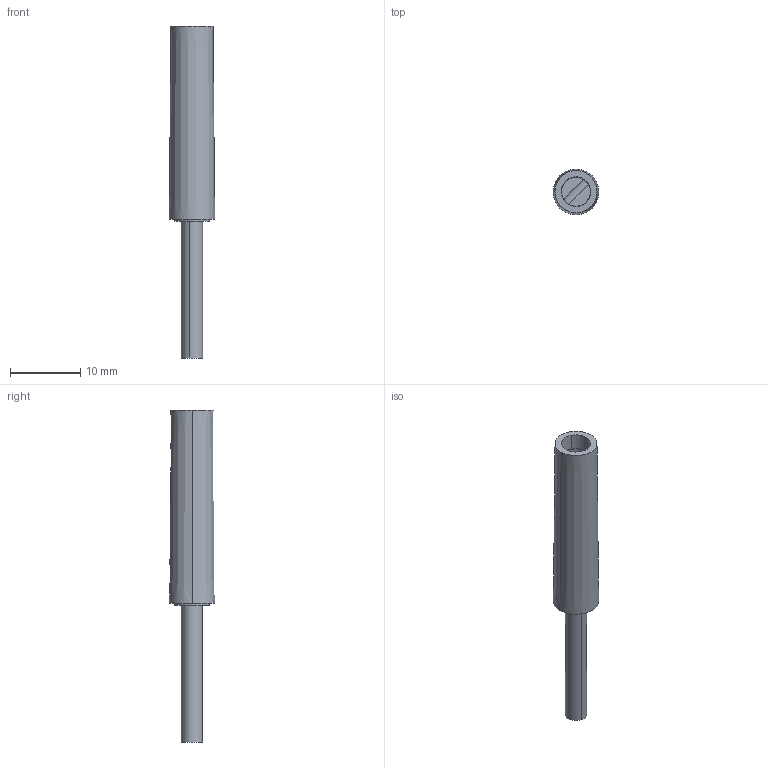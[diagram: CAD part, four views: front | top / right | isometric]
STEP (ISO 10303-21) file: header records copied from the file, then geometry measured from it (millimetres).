
FILE_DESCRIPTION(('STEP AP214'),'1');
FILE_NAME('cctmp_B7130210-DD16-44DF-A3F3-2EE8DE633D1E_2023_07_24_21_56_46_0744..stp','2023-07-24T19:56:46',('SIEMENS A&D'),('CADClick - www.CADClick.com'),'Spatial InterOp 3D postprocessed',' ','unknown authorization');
FILE_SCHEMA(('AUTOMOTIVE_DESIGN'));
Length unit declared in the file: millimetre
Products named in the file (1): 2023_07_24_21_56_46_0744
Bounding box: 6.45 x 6.45 x 47.1 mm (x, y, z)
Volume: 754.7 mm3; surface area: 1001.4 mm2
Topology: 1 solids, 1 shells, 20 faces, 43 edges, 29 vertices
Faces by surface type: cylinder 11, plane 7, cone 2
Entity records: 1331 total; most frequent: CARTESIAN_POINT 789, DIRECTION 102, ORIENTED_EDGE 86, AXIS2_PLACEMENT_3D 44, EDGE_CURVE 43, VERTEX_POINT 29, EDGE_LOOP 24, CIRCLE 23
